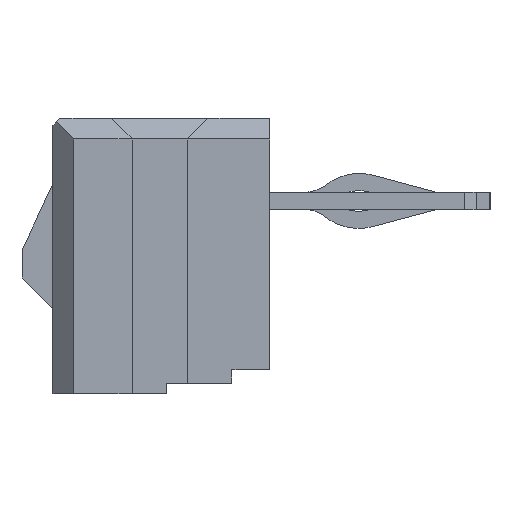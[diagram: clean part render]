
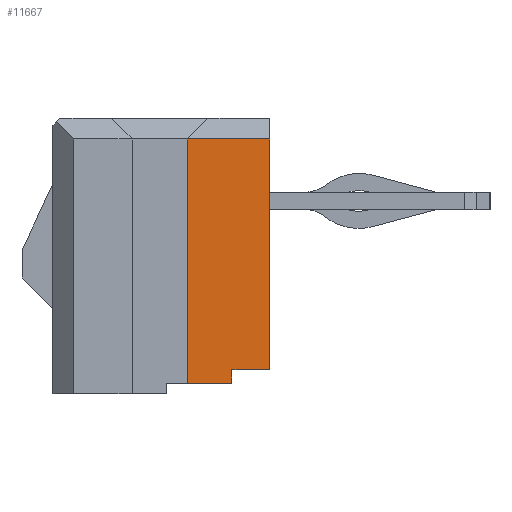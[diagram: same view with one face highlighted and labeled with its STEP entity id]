
A CAD part, left-side view. The second image highlights one B-rep face of the part: STEP entity #11667.
In plain terms, the highlighted planar face has unit normal (-1, 0, 0).
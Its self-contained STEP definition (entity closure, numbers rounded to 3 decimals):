
#1753=DIRECTION('',(0.,1.,0.));
#1754=VECTOR('',#1753,0.55);
#1755=CARTESIAN_POINT('',(-10.75,0.,0.35));
#1756=LINE('',#1755,#1754);
#1757=DIRECTION('',(0.,0.,1.));
#1758=VECTOR('',#1757,0.2);
#1759=CARTESIAN_POINT('',(-10.75,0.55,0.15));
#1760=LINE('',#1759,#1758);
#1761=DIRECTION('',(0.,-1.,0.));
#1762=VECTOR('',#1761,0.65);
#1763=CARTESIAN_POINT('',(-10.75,1.2,0.15));
#1764=LINE('',#1763,#1762);
#1765=DIRECTION('',(0.,0.,1.));
#1766=VECTOR('',#1765,3.55);
#1767=CARTESIAN_POINT('',(-10.75,1.2,0.15));
#1768=LINE('',#1767,#1766);
#1821=DIRECTION('',(0.,-1.,0.));
#1822=VECTOR('',#1821,1.2);
#1823=CARTESIAN_POINT('',(-10.75,1.2,3.7));
#1824=LINE('',#1823,#1822);
#1829=DIRECTION('',(0.,0.,1.));
#1830=VECTOR('',#1829,3.35);
#1831=CARTESIAN_POINT('',(-10.75,0.,0.35));
#1832=LINE('',#1831,#1830);
#7111=CARTESIAN_POINT('',(-10.75,1.2,3.7));
#7112=CARTESIAN_POINT('',(-10.75,0.,3.7));
#7113=VERTEX_POINT('',#7111);
#7114=VERTEX_POINT('',#7112);
#7501=CARTESIAN_POINT('',(-10.75,0.,0.35));
#7502=CARTESIAN_POINT('',(-10.75,0.55,0.35));
#7503=VERTEX_POINT('',#7501);
#7504=VERTEX_POINT('',#7502);
#7505=CARTESIAN_POINT('',(-10.75,0.55,0.15));
#7506=VERTEX_POINT('',#7505);
#8313=CARTESIAN_POINT('',(-10.75,1.2,0.15));
#8314=VERTEX_POINT('',#8313);
#11650=CARTESIAN_POINT('',(-10.75,3.15,0.));
#11651=DIRECTION('',(-1.,0.,0.));
#11652=DIRECTION('',(0.,-1.,0.));
#11653=AXIS2_PLACEMENT_3D('',#11650,#11651,#11652);
#11654=PLANE('',#11653);
#11655=ORIENTED_EDGE('',*,*,#11550,.T.);
#11657=ORIENTED_EDGE('',*,*,#11656,.F.);
#11658=ORIENTED_EDGE('',*,*,#11321,.F.);
#11660=ORIENTED_EDGE('',*,*,#11659,.T.);
#11662=ORIENTED_EDGE('',*,*,#11661,.T.);
#11664=ORIENTED_EDGE('',*,*,#11663,.F.);
#11665=EDGE_LOOP('',(#11655,#11657,#11658,#11660,#11662,#11664));
#11666=FACE_OUTER_BOUND('',#11665,.F.);
#11667=ADVANCED_FACE('',(#11666),#11654,.T.);
#11321=EDGE_CURVE('',#8314,#7506,#1764,.T.);
#11550=EDGE_CURVE('',#7503,#7504,#1756,.T.);
#11656=EDGE_CURVE('',#7506,#7504,#1760,.T.);
#11659=EDGE_CURVE('',#8314,#7113,#1768,.T.);
#11661=EDGE_CURVE('',#7113,#7114,#1824,.T.);
#11663=EDGE_CURVE('',#7503,#7114,#1832,.T.);
